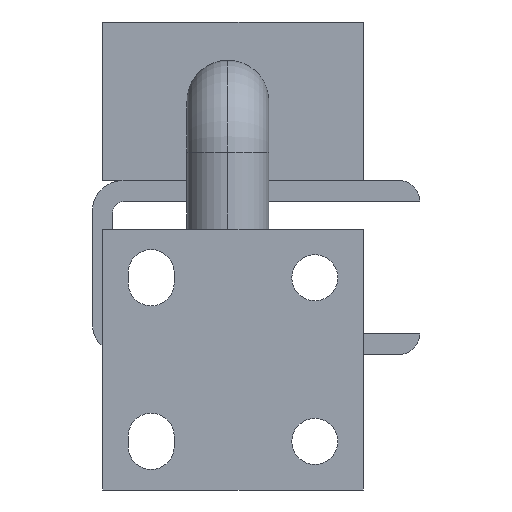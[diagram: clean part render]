
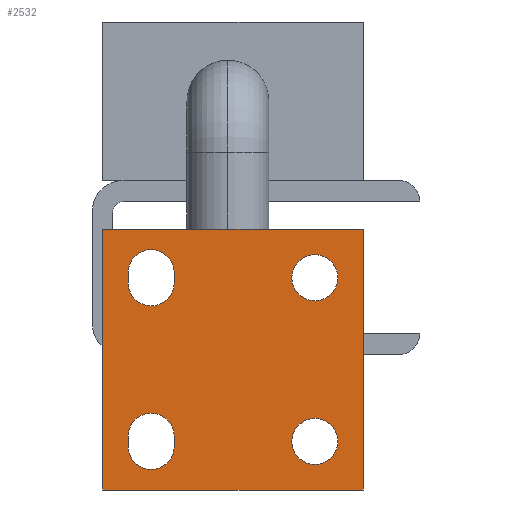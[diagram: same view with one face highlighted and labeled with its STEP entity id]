
A CAD part, front view. The second image highlights one B-rep face of the part: STEP entity #2532.
In plain terms, the highlighted planar face has unit normal (0, -1, 0).
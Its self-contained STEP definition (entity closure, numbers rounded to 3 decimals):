
#719=DIRECTION('',(-1.,0.,0.));
#720=VECTOR('',#719,25.5);
#721=CARTESIAN_POINT('',(13.25,-82.071,89.722));
#722=LINE('',#721,#720);
#727=CARTESIAN_POINT('',(8.5,-82.071,84.972));
#728=DIRECTION('',(0.,-1.,0.));
#729=DIRECTION('',(1.,0.,0.));
#730=AXIS2_PLACEMENT_3D('',#727,#728,#729);
#732=CARTESIAN_POINT('',(8.5,-82.071,84.972));
#733=DIRECTION('',(0.,-1.,0.));
#734=DIRECTION('',(-1.,0.,0.));
#735=AXIS2_PLACEMENT_3D('',#732,#733,#734);
#737=CARTESIAN_POINT('',(8.5,-82.071,68.972));
#738=DIRECTION('',(0.,-1.,0.));
#739=DIRECTION('',(1.,0.,0.));
#740=AXIS2_PLACEMENT_3D('',#737,#738,#739);
#742=CARTESIAN_POINT('',(8.5,-82.071,68.972));
#743=DIRECTION('',(0.,-1.,0.));
#744=DIRECTION('',(-1.,0.,0.));
#745=AXIS2_PLACEMENT_3D('',#742,#743,#744);
#747=CARTESIAN_POINT('',(-7.5,-82.071,85.468));
#748=DIRECTION('',(0.,-1.,0.));
#749=DIRECTION('',(1.,0.,0.));
#750=AXIS2_PLACEMENT_3D('',#747,#748,#749);
#752=CARTESIAN_POINT('',(-7.5,-82.071,84.468));
#753=DIRECTION('',(0.,-1.,0.));
#754=DIRECTION('',(-1.,0.,0.));
#755=AXIS2_PLACEMENT_3D('',#752,#753,#754);
#757=CARTESIAN_POINT('',(-7.5,-82.071,69.476));
#758=DIRECTION('',(0.,-1.,0.));
#759=DIRECTION('',(1.,0.,0.));
#760=AXIS2_PLACEMENT_3D('',#757,#758,#759);
#762=CARTESIAN_POINT('',(-7.5,-82.071,68.476));
#763=DIRECTION('',(0.,-1.,0.));
#764=DIRECTION('',(-1.,0.,0.));
#765=AXIS2_PLACEMENT_3D('',#762,#763,#764);
#767=DIRECTION('',(0.,0.,-1.));
#768=VECTOR('',#767,25.5);
#769=CARTESIAN_POINT('',(-12.25,-82.071,89.722));
#770=LINE('',#769,#768);
#775=DIRECTION('',(1.,0.,0.));
#776=VECTOR('',#775,25.5);
#777=CARTESIAN_POINT('',(-12.25,-82.071,64.222));
#778=LINE('',#777,#776);
#783=DIRECTION('',(0.,0.,1.));
#784=VECTOR('',#783,25.5);
#785=CARTESIAN_POINT('',(13.25,-82.071,64.222));
#786=LINE('',#785,#784);
#879=DIRECTION('',(0.,0.,-1.));
#880=VECTOR('',#879,1.);
#881=CARTESIAN_POINT('',(-5.25,-82.071,85.468));
#882=LINE('',#881,#880);
#891=DIRECTION('',(0.,0.,1.));
#892=VECTOR('',#891,1.);
#893=CARTESIAN_POINT('',(-9.75,-82.071,84.468));
#894=LINE('',#893,#892);
#911=DIRECTION('',(0.,0.,-1.));
#912=VECTOR('',#911,1.);
#913=CARTESIAN_POINT('',(-5.25,-82.071,69.476));
#914=LINE('',#913,#912);
#923=DIRECTION('',(0.,0.,1.));
#924=VECTOR('',#923,1.);
#925=CARTESIAN_POINT('',(-9.75,-82.071,68.476));
#926=LINE('',#925,#924);
#984=CARTESIAN_POINT('',(-12.25,-82.071,89.722));
#985=CARTESIAN_POINT('',(-12.25,-82.071,64.222));
#986=VERTEX_POINT('',#984);
#987=VERTEX_POINT('',#985);
#988=CARTESIAN_POINT('',(13.25,-82.071,89.722));
#989=VERTEX_POINT('',#988);
#990=CARTESIAN_POINT('',(13.25,-82.071,64.222));
#991=VERTEX_POINT('',#990);
#992=CARTESIAN_POINT('',(10.75,-82.071,84.972));
#993=CARTESIAN_POINT('',(6.25,-82.071,84.972));
#994=VERTEX_POINT('',#992);
#995=VERTEX_POINT('',#993);
#996=CARTESIAN_POINT('',(10.75,-82.071,68.972));
#997=CARTESIAN_POINT('',(6.25,-82.071,68.972));
#998=VERTEX_POINT('',#996);
#999=VERTEX_POINT('',#997);
#1000=CARTESIAN_POINT('',(-5.25,-82.071,85.468));
#1001=CARTESIAN_POINT('',(-5.25,-82.071,84.468));
#1002=VERTEX_POINT('',#1000);
#1003=VERTEX_POINT('',#1001);
#1004=CARTESIAN_POINT('',(-9.75,-82.071,85.468));
#1005=VERTEX_POINT('',#1004);
#1006=CARTESIAN_POINT('',(-9.75,-82.071,84.468));
#1007=VERTEX_POINT('',#1006);
#1008=CARTESIAN_POINT('',(-5.25,-82.071,69.476));
#1009=CARTESIAN_POINT('',(-9.75,-82.071,69.476));
#1010=VERTEX_POINT('',#1008);
#1011=VERTEX_POINT('',#1009);
#1012=CARTESIAN_POINT('',(-9.75,-82.071,68.476));
#1013=VERTEX_POINT('',#1012);
#1014=CARTESIAN_POINT('',(-5.25,-82.071,68.476));
#1015=VERTEX_POINT('',#1014);
#2486=CARTESIAN_POINT('',(0.,-82.071,76.972));
#2487=DIRECTION('',(0.,1.,0.));
#2488=DIRECTION('',(1.,0.,0.));
#2489=AXIS2_PLACEMENT_3D('',#2486,#2487,#2488);
#2490=PLANE('',#2489);
#2492=ORIENTED_EDGE('',*,*,#2491,.F.);
#2493=ORIENTED_EDGE('',*,*,#2463,.F.);
#2495=ORIENTED_EDGE('',*,*,#2494,.F.);
#2497=ORIENTED_EDGE('',*,*,#2496,.F.);
#2498=EDGE_LOOP('',(#2492,#2493,#2495,#2497));
#2499=FACE_OUTER_BOUND('',#2498,.F.);
#2501=ORIENTED_EDGE('',*,*,#2500,.T.);
#2503=ORIENTED_EDGE('',*,*,#2502,.T.);
#2504=EDGE_LOOP('',(#2501,#2503));
#2505=FACE_BOUND('',#2504,.F.);
#2507=ORIENTED_EDGE('',*,*,#2506,.T.);
#2509=ORIENTED_EDGE('',*,*,#2508,.T.);
#2510=EDGE_LOOP('',(#2507,#2509));
#2511=FACE_BOUND('',#2510,.F.);
#2513=ORIENTED_EDGE('',*,*,#2512,.F.);
#2515=ORIENTED_EDGE('',*,*,#2514,.T.);
#2517=ORIENTED_EDGE('',*,*,#2516,.F.);
#2519=ORIENTED_EDGE('',*,*,#2518,.T.);
#2520=EDGE_LOOP('',(#2513,#2515,#2517,#2519));
#2521=FACE_BOUND('',#2520,.F.);
#2523=ORIENTED_EDGE('',*,*,#2522,.T.);
#2525=ORIENTED_EDGE('',*,*,#2524,.F.);
#2527=ORIENTED_EDGE('',*,*,#2526,.T.);
#2529=ORIENTED_EDGE('',*,*,#2528,.F.);
#2530=EDGE_LOOP('',(#2523,#2525,#2527,#2529));
#2531=FACE_BOUND('',#2530,.F.);
#2532=ADVANCED_FACE('',(#2499,#2505,#2511,#2521,#2531),#2490,.F.);
#731=CIRCLE('',#730,2.25);
#736=CIRCLE('',#735,2.25);
#741=CIRCLE('',#740,2.25);
#746=CIRCLE('',#745,2.25);
#751=CIRCLE('',#750,2.25);
#756=CIRCLE('',#755,2.25);
#761=CIRCLE('',#760,2.25);
#766=CIRCLE('',#765,2.25);
#2463=EDGE_CURVE('',#989,#986,#722,.T.);
#2491=EDGE_CURVE('',#986,#987,#770,.T.);
#2494=EDGE_CURVE('',#991,#989,#786,.T.);
#2496=EDGE_CURVE('',#987,#991,#778,.T.);
#2500=EDGE_CURVE('',#994,#995,#731,.T.);
#2502=EDGE_CURVE('',#995,#994,#736,.T.);
#2506=EDGE_CURVE('',#998,#999,#741,.T.);
#2508=EDGE_CURVE('',#999,#998,#746,.T.);
#2512=EDGE_CURVE('',#1002,#1003,#882,.T.);
#2514=EDGE_CURVE('',#1002,#1005,#751,.T.);
#2516=EDGE_CURVE('',#1007,#1005,#894,.T.);
#2518=EDGE_CURVE('',#1007,#1003,#756,.T.);
#2522=EDGE_CURVE('',#1010,#1011,#761,.T.);
#2524=EDGE_CURVE('',#1013,#1011,#926,.T.);
#2526=EDGE_CURVE('',#1013,#1015,#766,.T.);
#2528=EDGE_CURVE('',#1010,#1015,#914,.T.);
